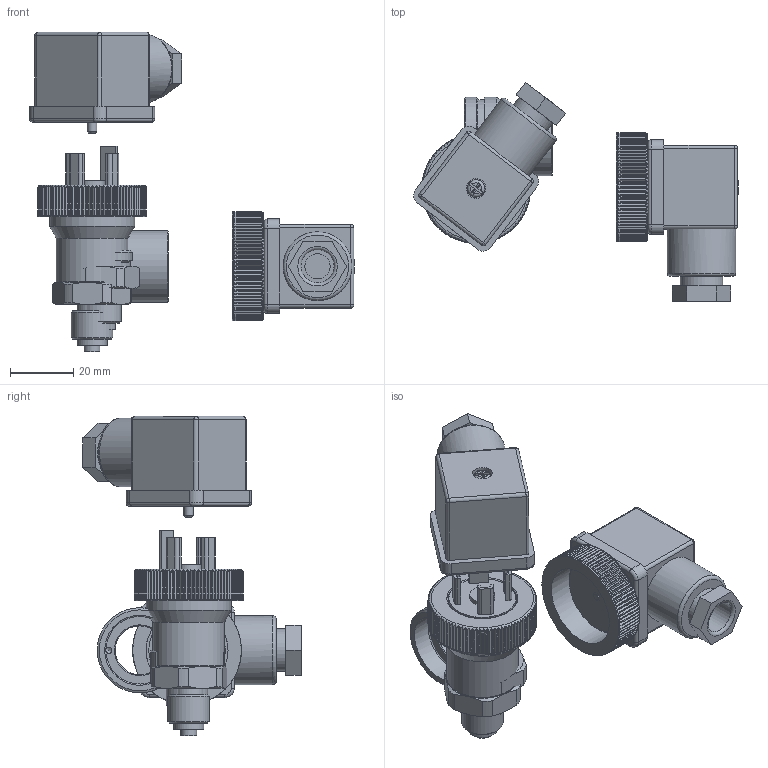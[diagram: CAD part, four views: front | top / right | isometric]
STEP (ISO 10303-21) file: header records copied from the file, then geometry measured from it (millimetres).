
FILE_DESCRIPTION( ( 'Unknown' ), '1' );
FILE_NAME( 'CTXx.2.x.xxx.0.stp', 'Unknown', ( 'Unknown' ), ( 'Unknown' ), 'PSStep 14.0', 'Unknown', ' ' );
FILE_SCHEMA( ( 'AUTOMOTIVE_DESIGN { 1 0 10303 214 1 1 1 1 }' ) );
Length unit declared in the file: millimetre
Products named in the file (7): Assem1; 71180-03 corps CTX  sortie DIN43650; 10303895-02 prise DIN; 10303895-01 embase-connecteur-broches-DIN; 10303707-01 connecteur DIN; 10303707-02 vis connecteur; 71179-03-I07
Bounding box: 103 x 69.35 x 101.3 mm (x, y, z)
Volume: 82130.8 mm3; surface area: 42376.8 mm2
Topology: 12 solids, 12 shells, 1102 faces, 2926 edges, 1908 vertices
Faces by surface type: plane 824, cylinder 182, cone 56, torus 30, sphere 8, bspline 2
Full cylindrical faces by diameter (mm): 2 x2, 3 x4, 3.2 x2, 4 x2, 4.1 x2, 5 x2, 5.5 x4, 6.2 x2, 6.5 x2, 6.85 x2, 8 x4, 9.5 x4, 10.5 x2, 13.157 x2, 13.5 x2, 13.8 x2, 15.5 x2, 19 x6, 20 x2, 20.3 x2, 21.3 x2, 21.8 x2, 22 x4, 22.2 x2, 22.7 x2, 24.3 x2, 25.4 x2, 26 x4, 27 x4, 34.5 x2
Entity records: 21985 total; most frequent: CARTESIAN_POINT 4228, ORIENTED_EDGE 2758, DIRECTION 2673, EDGE_CURVE 1379, AXIS2_PLACEMENT_3D 956, VERTEX_POINT 938, LINE 761, VECTOR 761
